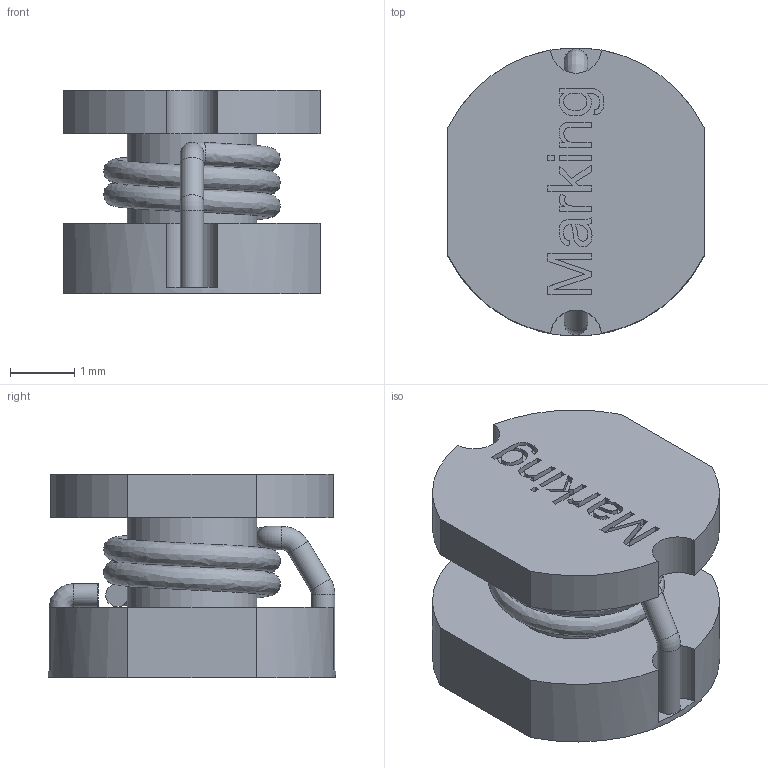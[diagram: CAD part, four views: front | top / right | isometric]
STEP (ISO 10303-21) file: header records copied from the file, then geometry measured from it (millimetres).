
FILE_DESCRIPTION(/* description */ ('Unknown'),/* implementation_level */ '2;1');
FILE_NAME(/* name */ 'L_Wurth_WE-PD2_4532',/* time_stamp */ '2022-03-08T11:30:48+08:00',/* author */ ('Unknown'),/* organization */ ('Unknown'),/* preprocessor_version */ 'ST-DEVELOPER v16.7',/* originating_system */ 'Solid Edge',/* authorisation */ 'Unknown');
FILE_SCHEMA (('AUTOMOTIVE_DESIGN {1 0 10303 214 3 1 1}'));
Length unit declared in the file: millimetre
Products named in the file (2): L_Wurth_WE-PD2_4532
Assembly tree (1 placements, depth 2):
  L_Wurth_WE-PD2_4532
    L_Wurth_WE-PD2_4532
Bounding box: 4 x 4.49 x 3.18 mm (x, y, z)
Volume: 33 mm3; surface area: 116.2 mm2
Topology: 1 solids, 2 shells, 105 faces, 266 edges, 175 vertices
Faces by surface type: plane 68, bspline 18, cylinder 16, torus 3
Full cylindrical faces by diameter (mm): 0.364 x4, 2.02 x1
Entity records: 4801 total; most frequent: CARTESIAN_POINT 1673, ORIENTED_EDGE 496, DIRECTION 426, EDGE_CURVE 248, LINE 180, VECTOR 180, VERTEX_POINT 171, EDGE_LOOP 133
